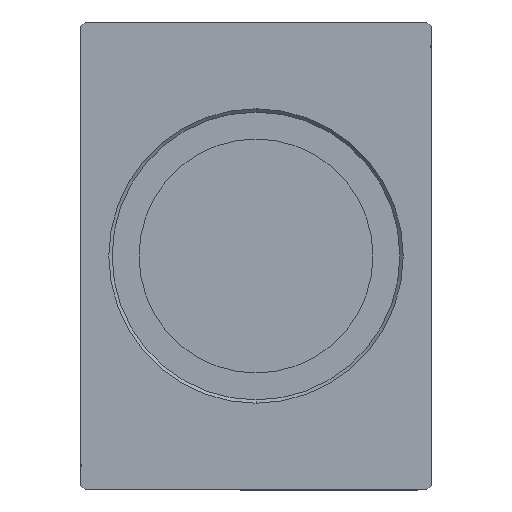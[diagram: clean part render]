
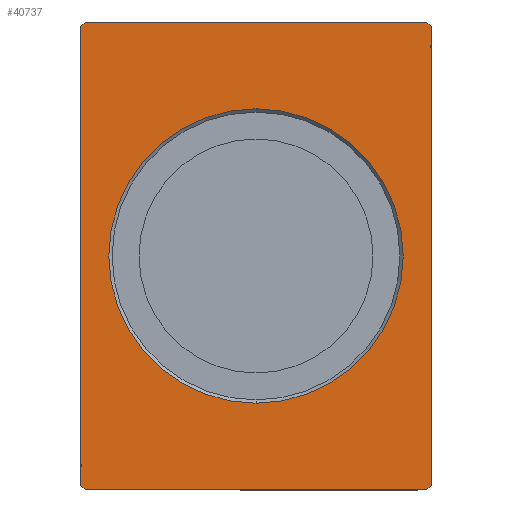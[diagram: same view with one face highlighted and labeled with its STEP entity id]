
A CAD part, left-side view. The second image highlights one B-rep face of the part: STEP entity #40737.
In plain terms, the highlighted planar face has unit normal (-1, 0, 0).
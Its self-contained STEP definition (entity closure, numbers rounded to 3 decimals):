
#96 = VERTEX_POINT ( 'NONE', #14731 ) ;
#791 = DIRECTION ( 'NONE',  ( 0., -0.707, -0.707 ) ) ;
#1116 = CARTESIAN_POINT ( 'NONE',  ( 0., 37.5, -49. ) ) ;
#2754 = CIRCLE ( 'NONE', #16576, 31.45 ) ;
#3423 = DIRECTION ( 'NONE',  ( 1., 0., 0. ) ) ;
#3481 = VECTOR ( 'NONE', #21413, 1000. ) ;
#3495 = ORIENTED_EDGE ( 'NONE', *, *, #19670, .F. ) ;
#4508 = CARTESIAN_POINT ( 'NONE',  ( 0., -36.5, 50. ) ) ;
#4586 = EDGE_CURVE ( 'NONE', #20153, #33735, #22414, .T. ) ;
#4803 = AXIS2_PLACEMENT_3D ( 'NONE', #5633, #30776, #34679 ) ;
#5633 = CARTESIAN_POINT ( 'NONE',  ( 0., 0., 0. ) ) ;
#7440 = VERTEX_POINT ( 'NONE', #35545 ) ;
#7542 = DIRECTION ( 'NONE',  ( 0., 0., -1. ) ) ;
#7845 = DIRECTION ( 'NONE',  ( 0., 0., -1. ) ) ;
#8004 = DIRECTION ( 'NONE',  ( 0., -1., 0. ) ) ;
#8614 = CARTESIAN_POINT ( 'NONE',  ( 0., 37.5, -49. ) ) ;
#9416 = DIRECTION ( 'NONE',  ( 0., 1., 0. ) ) ;
#10067 = LINE ( 'NONE', #16232, #32842 ) ;
#10579 = VECTOR ( 'NONE', #8004, 1000. ) ;
#10889 = CARTESIAN_POINT ( 'NONE',  ( 0., 36.5, 50. ) ) ;
#11082 = EDGE_CURVE ( 'NONE', #18934, #96, #26624, .T. ) ;
#11308 = EDGE_CURVE ( 'NONE', #36752, #7440, #36481, .T. ) ;
#11858 = LINE ( 'NONE', #22187, #12667 ) ;
#12060 = DIRECTION ( 'NONE',  ( 0., 0.707, 0.707 ) ) ;
#12208 = PLANE ( 'NONE',  #4803 ) ;
#12667 = VECTOR ( 'NONE', #12060, 1000. ) ;
#12704 = CARTESIAN_POINT ( 'NONE',  ( 0., -36.5, -50. ) ) ;
#13169 = VECTOR ( 'NONE', #34358, 1000. ) ;
#14354 = ORIENTED_EDGE ( 'NONE', *, *, #32051, .F. ) ;
#14600 = LINE ( 'NONE', #8614, #3481 ) ;
#14731 = CARTESIAN_POINT ( 'NONE',  ( 0., -37.5, -49. ) ) ;
#15304 = FACE_BOUND ( 'NONE', #23868, .T. ) ;
#15339 = CARTESIAN_POINT ( 'NONE',  ( 0., 37.5, 49. ) ) ;
#16206 = LINE ( 'NONE', #40540, #13169 ) ;
#16232 = CARTESIAN_POINT ( 'NONE',  ( 0., -36.5, 50. ) ) ;
#16576 = AXIS2_PLACEMENT_3D ( 'NONE', #33718, #3423, #25288 ) ;
#16789 = CARTESIAN_POINT ( 'NONE',  ( 0., 36.5, 50. ) ) ;
#18934 = VERTEX_POINT ( 'NONE', #25804 ) ;
#19513 = LINE ( 'NONE', #31463, #19641 ) ;
#19641 = VECTOR ( 'NONE', #32072, 1000. ) ;
#19670 = EDGE_CURVE ( 'NONE', #28026, #40478, #19513, .T. ) ;
#20153 = VERTEX_POINT ( 'NONE', #24176 ) ;
#21350 = AXIS2_PLACEMENT_3D ( 'NONE', #29610, #26527, #7542 ) ;
#21413 = DIRECTION ( 'NONE',  ( 0., 0., 1. ) ) ;
#22187 = CARTESIAN_POINT ( 'NONE',  ( 0., 36.5, -50. ) ) ;
#22245 = ORIENTED_EDGE ( 'NONE', *, *, #34456, .F. ) ;
#22350 = VECTOR ( 'NONE', #9416, 1000. ) ;
#22414 = LINE ( 'NONE', #12704, #22350 ) ;
#22543 = EDGE_CURVE ( 'NONE', #38447, #18934, #10067, .T. ) ;
#23693 = LINE ( 'NONE', #10889, #10579 ) ;
#23868 = EDGE_LOOP ( 'NONE', ( #30683, #31200 ) ) ;
#24176 = CARTESIAN_POINT ( 'NONE',  ( 0., -36.5, -50. ) ) ;
#24484 = CARTESIAN_POINT ( 'NONE',  ( 0., 36.5, -50. ) ) ;
#24751 = CARTESIAN_POINT ( 'NONE',  ( 0., 0., 31.45 ) ) ;
#25288 = DIRECTION ( 'NONE',  ( 0., 0., -1. ) ) ;
#25804 = CARTESIAN_POINT ( 'NONE',  ( 0., -37.5, 49. ) ) ;
#26527 = DIRECTION ( 'NONE',  ( 1., 0., 0. ) ) ;
#26624 = LINE ( 'NONE', #27776, #27907 ) ;
#27776 = CARTESIAN_POINT ( 'NONE',  ( 0., -37.5, 49. ) ) ;
#27907 = VECTOR ( 'NONE', #7845, 1000. ) ;
#28026 = VERTEX_POINT ( 'NONE', #15339 ) ;
#29610 = CARTESIAN_POINT ( 'NONE',  ( 0., 0., 0. ) ) ;
#30241 = EDGE_LOOP ( 'NONE', ( #3495, #35032, #36672, #32748, #14354, #30270, #39732, #22245 ) ) ;
#30270 = ORIENTED_EDGE ( 'NONE', *, *, #11082, .F. ) ;
#30683 = ORIENTED_EDGE ( 'NONE', *, *, #11308, .T. ) ;
#30776 = DIRECTION ( 'NONE',  ( 1., 0., 0. ) ) ;
#31200 = ORIENTED_EDGE ( 'NONE', *, *, #38109, .T. ) ;
#31463 = CARTESIAN_POINT ( 'NONE',  ( 0., 37.5, 49. ) ) ;
#32051 = EDGE_CURVE ( 'NONE', #96, #20153, #16206, .T. ) ;
#32072 = DIRECTION ( 'NONE',  ( 0., -0.707, 0.707 ) ) ;
#32424 = VERTEX_POINT ( 'NONE', #1116 ) ;
#32748 = ORIENTED_EDGE ( 'NONE', *, *, #4586, .F. ) ;
#32842 = VECTOR ( 'NONE', #791, 1000. ) ;
#33718 = CARTESIAN_POINT ( 'NONE',  ( 0., 0., 0. ) ) ;
#33735 = VERTEX_POINT ( 'NONE', #24484 ) ;
#34358 = DIRECTION ( 'NONE',  ( 0., 0.707, -0.707 ) ) ;
#34456 = EDGE_CURVE ( 'NONE', #40478, #38447, #23693, .T. ) ;
#34679 = DIRECTION ( 'NONE',  ( 0., 0., -1. ) ) ;
#35032 = ORIENTED_EDGE ( 'NONE', *, *, #39961, .F. ) ;
#35545 = CARTESIAN_POINT ( 'NONE',  ( 0., 0., -31.45 ) ) ;
#36481 = CIRCLE ( 'NONE', #21350, 31.45 ) ;
#36672 = ORIENTED_EDGE ( 'NONE', *, *, #40319, .F. ) ;
#36752 = VERTEX_POINT ( 'NONE', #24751 ) ;
#37160 = FACE_OUTER_BOUND ( 'NONE', #30241, .T. ) ;
#38109 = EDGE_CURVE ( 'NONE', #7440, #36752, #2754, .T. ) ;
#38447 = VERTEX_POINT ( 'NONE', #4508 ) ;
#39732 = ORIENTED_EDGE ( 'NONE', *, *, #22543, .F. ) ;
#39961 = EDGE_CURVE ( 'NONE', #32424, #28026, #14600, .T. ) ;
#40319 = EDGE_CURVE ( 'NONE', #33735, #32424, #11858, .T. ) ;
#40478 = VERTEX_POINT ( 'NONE', #16789 ) ;
#40540 = CARTESIAN_POINT ( 'NONE',  ( 0., -37.5, -49. ) ) ;
#40737 = ADVANCED_FACE ( 'NONE', ( #15304, #37160 ), #12208, .F. ) ;
